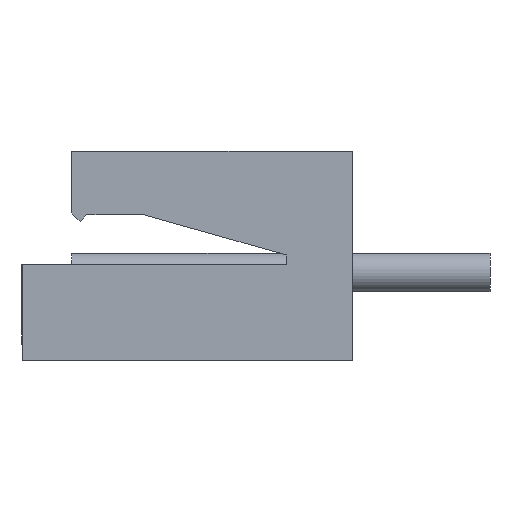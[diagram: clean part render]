
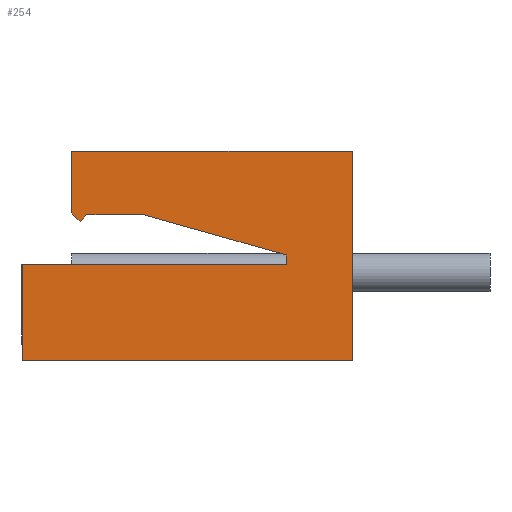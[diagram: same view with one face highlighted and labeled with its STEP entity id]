
A CAD part, left-side view. The second image highlights one B-rep face of the part: STEP entity #254.
In plain terms, the highlighted planar face has unit normal (-1, 0, 0).
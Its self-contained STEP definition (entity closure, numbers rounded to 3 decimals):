
#190 = EDGE_CURVE ( 'NONE', #214, #394, #1150, .T. ) ;
#191 = EDGE_CURVE ( 'NONE', #193, #206, #1110, .T. ) ;
#193 = VERTEX_POINT ( 'NONE', #1165 ) ;
#206 = VERTEX_POINT ( 'NONE', #1010 ) ;
#214 = VERTEX_POINT ( 'NONE', #973 ) ;
#238 = EDGE_CURVE ( 'NONE', #356, #239, #1308, .T. ) ;
#239 = VERTEX_POINT ( 'NONE', #1304 ) ;
#240 = ORIENTED_EDGE ( 'NONE', *, *, #241, .F. ) ;
#241 = EDGE_CURVE ( 'NONE', #242, #239, #1303, .T. ) ;
#242 = VERTEX_POINT ( 'NONE', #1385 ) ;
#243 = ORIENTED_EDGE ( 'NONE', *, *, #244, .F. ) ;
#244 = EDGE_CURVE ( 'NONE', #193, #242, #1383, .T. ) ;
#248 = EDGE_CURVE ( 'NONE', #392, #358, #1358, .T. ) ;
#252 = EDGE_CURVE ( 'NONE', #364, #206, #1351, .T. ) ;
#254 = ADVANCED_FACE ( 'NONE', ( #1346 ), #1331, .F. ) ;
#255 = EDGE_LOOP ( 'NONE', ( #256, #353, #354, #357, #240, #243, #382, #383, #384, #385, #386 ) ) ;
#256 = ORIENTED_EDGE ( 'NONE', *, *, #365, .F. ) ;
#263 = EDGE_CURVE ( 'NONE', #358, #360, #1285, .T. ) ;
#353 = ORIENTED_EDGE ( 'NONE', *, *, #190, .T. ) ;
#354 = ORIENTED_EDGE ( 'NONE', *, *, #355, .T. ) ;
#355 = EDGE_CURVE ( 'NONE', #394, #356, #1498, .T. ) ;
#356 = VERTEX_POINT ( 'NONE', #1494 ) ;
#357 = ORIENTED_EDGE ( 'NONE', *, *, #238, .T. ) ;
#358 = VERTEX_POINT ( 'NONE', #1493 ) ;
#360 = VERTEX_POINT ( 'NONE', #1492 ) ;
#363 = EDGE_CURVE ( 'NONE', #360, #364, #1491, .T. ) ;
#364 = VERTEX_POINT ( 'NONE', #1487 ) ;
#365 = EDGE_CURVE ( 'NONE', #214, #392, #1486, .T. ) ;
#382 = ORIENTED_EDGE ( 'NONE', *, *, #191, .T. ) ;
#383 = ORIENTED_EDGE ( 'NONE', *, *, #252, .F. ) ;
#384 = ORIENTED_EDGE ( 'NONE', *, *, #363, .F. ) ;
#385 = ORIENTED_EDGE ( 'NONE', *, *, #263, .F. ) ;
#386 = ORIENTED_EDGE ( 'NONE', *, *, #248, .F. ) ;
#392 = VERTEX_POINT ( 'NONE', #1685 ) ;
#394 = VERTEX_POINT ( 'NONE', #1759 ) ;
#973 = CARTESIAN_POINT ( 'NONE',  ( 0., 1.2, 1.75 ) ) ;
#1010 = CARTESIAN_POINT ( 'NONE',  ( 0., 5.1, 2.681 ) ) ;
#1107 = DIRECTION ( 'NONE',  ( 0., 0., -1. ) ) ;
#1108 = VECTOR ( 'NONE', #1107, 1000. ) ;
#1109 = CARTESIAN_POINT ( 'NONE',  ( 0., 5.1, 3.8 ) ) ;
#1110 = LINE ( 'NONE', #1109, #1108 ) ;
#1147 = DIRECTION ( 'NONE',  ( 0., 1., 0. ) ) ;
#1148 = VECTOR ( 'NONE', #1147, 1000. ) ;
#1149 = CARTESIAN_POINT ( 'NONE',  ( 0., 6., 1.75 ) ) ;
#1150 = LINE ( 'NONE', #1149, #1148 ) ;
#1165 = CARTESIAN_POINT ( 'NONE',  ( 0., 5.1, 3.8 ) ) ;
#1192 = DIRECTION ( 'NONE',  ( 0., 0., -1. ) ) ;
#1193 = DIRECTION ( 'NONE',  ( 1., 0., 0. ) ) ;
#1194 = CARTESIAN_POINT ( 'NONE',  ( 0., 0., 3.8 ) ) ;
#1195 = AXIS2_PLACEMENT_3D ( 'NONE', #1194, #1193, #1192 ) ;
#1282 = DIRECTION ( 'NONE',  ( 0., 1., 0. ) ) ;
#1283 = VECTOR ( 'NONE', #1282, 1000. ) ;
#1284 = CARTESIAN_POINT ( 'NONE',  ( 0., 0., 2.651 ) ) ;
#1285 = LINE ( 'NONE', #1284, #1283 ) ;
#1300 = DIRECTION ( 'NONE',  ( 0., 0., -1. ) ) ;
#1301 = VECTOR ( 'NONE', #1300, 1000. ) ;
#1302 = CARTESIAN_POINT ( 'NONE',  ( 0., 0., 3.8 ) ) ;
#1303 = LINE ( 'NONE', #1302, #1301 ) ;
#1304 = CARTESIAN_POINT ( 'NONE',  ( 0., 0., 0. ) ) ;
#1305 = DIRECTION ( 'NONE',  ( 0., -1., 0. ) ) ;
#1306 = VECTOR ( 'NONE', #1305, 1000. ) ;
#1307 = CARTESIAN_POINT ( 'NONE',  ( 0., 0., 0. ) ) ;
#1308 = LINE ( 'NONE', #1307, #1306 ) ;
#1331 = PLANE ( 'NONE',  #1195 ) ;
#1346 = FACE_OUTER_BOUND ( 'NONE', #255, .T. ) ;
#1347 = DIRECTION ( 'NONE',  ( 0., 0.707, 0.707 ) ) ;
#1348 = VECTOR ( 'NONE', #1347, 1000. ) ;
#1349 = CARTESIAN_POINT ( 'NONE',  ( 0., 3.109, 0.691 ) ) ;
#1351 = LINE ( 'NONE', #1349, #1348 ) ;
#1356 = DIRECTION ( 'NONE',  ( 0., 0.962, 0.272 ) ) ;
#1357 = VECTOR ( 'NONE', #1356, 1000. ) ;
#1358 = LINE ( 'NONE', #1363, #1357 ) ;
#1363 = CARTESIAN_POINT ( 'NONE',  ( 0., 0.58, 1.744 ) ) ;
#1380 = DIRECTION ( 'NONE',  ( 0., -1., 0. ) ) ;
#1381 = VECTOR ( 'NONE', #1380, 1000. ) ;
#1382 = CARTESIAN_POINT ( 'NONE',  ( 0., 0., 3.8 ) ) ;
#1383 = LINE ( 'NONE', #1382, #1381 ) ;
#1385 = CARTESIAN_POINT ( 'NONE',  ( 0., 0., 3.8 ) ) ;
#1483 = DIRECTION ( 'NONE',  ( 0., 0., 1. ) ) ;
#1484 = VECTOR ( 'NONE', #1483, 1000. ) ;
#1485 = CARTESIAN_POINT ( 'NONE',  ( 0., 1.2, 3.8 ) ) ;
#1486 = LINE ( 'NONE', #1485, #1484 ) ;
#1487 = CARTESIAN_POINT ( 'NONE',  ( 0., 4.945, 2.526 ) ) ;
#1488 = DIRECTION ( 'NONE',  ( 0., 0.707, -0.707 ) ) ;
#1489 = VECTOR ( 'NONE', #1488, 1000. ) ;
#1490 = CARTESIAN_POINT ( 'NONE',  ( 0., 1.836, 5.636 ) ) ;
#1491 = LINE ( 'NONE', #1490, #1489 ) ;
#1492 = CARTESIAN_POINT ( 'NONE',  ( 0., 4.821, 2.651 ) ) ;
#1493 = CARTESIAN_POINT ( 'NONE',  ( 0., 3.795, 2.651 ) ) ;
#1494 = CARTESIAN_POINT ( 'NONE',  ( 0., 6., 0. ) ) ;
#1495 = DIRECTION ( 'NONE',  ( 0., 0., -1. ) ) ;
#1496 = VECTOR ( 'NONE', #1495, 1000. ) ;
#1497 = CARTESIAN_POINT ( 'NONE',  ( 0., 6., 3.8 ) ) ;
#1498 = LINE ( 'NONE', #1497, #1496 ) ;
#1685 = CARTESIAN_POINT ( 'NONE',  ( 0., 1.2, 1.918 ) ) ;
#1759 = CARTESIAN_POINT ( 'NONE',  ( 0., 6., 1.75 ) ) ;
